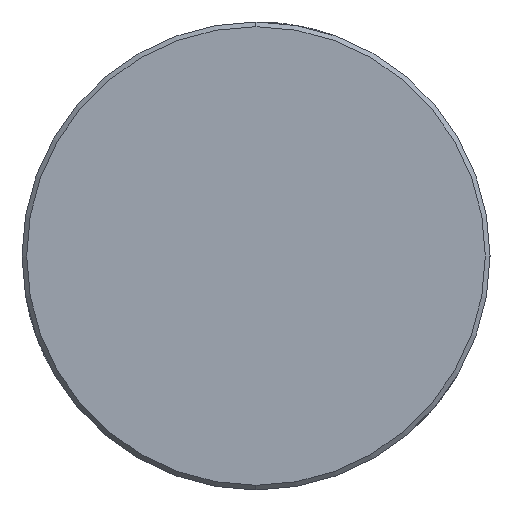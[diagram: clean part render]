
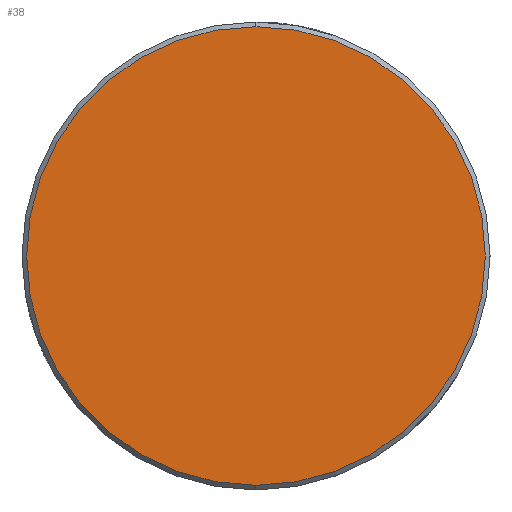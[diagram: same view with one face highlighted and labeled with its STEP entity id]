
A CAD part, left-side view. The second image highlights one B-rep face of the part: STEP entity #38.
In plain terms, the highlighted planar face has unit normal (-1, 0, 0).
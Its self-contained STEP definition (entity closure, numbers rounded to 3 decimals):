
#10 = ORIENTED_EDGE ( 'NONE', *, *, #71, .T. ) ;
#38 = ADVANCED_FACE ( 'NONE', ( #963 ), #235, .F. ) ;
#49 = AXIS2_PLACEMENT_3D ( 'NONE', #319, #393, #971 ) ;
#71 = EDGE_CURVE ( 'NONE', #774, #139, #717, .T. ) ;
#74 = AXIS2_PLACEMENT_3D ( 'NONE', #933, #610, #537 ) ;
#114 = ORIENTED_EDGE ( 'NONE', *, *, #543, .T. ) ;
#139 = VERTEX_POINT ( 'NONE', #790 ) ;
#159 = CARTESIAN_POINT ( 'NONE',  ( -178.3, -14.876, 14.876 ) ) ;
#235 = PLANE ( 'NONE',  #996 ) ;
#241 = EDGE_LOOP ( 'NONE', ( #114, #10 ) ) ;
#319 = CARTESIAN_POINT ( 'NONE',  ( -178.3, 0., 0. ) ) ;
#393 = DIRECTION ( 'NONE',  ( -1., 0., 0. ) ) ;
#537 = DIRECTION ( 'NONE',  ( 0., 0., -1. ) ) ;
#541 = CIRCLE ( 'NONE', #74, 14.7 ) ;
#543 = EDGE_CURVE ( 'NONE', #139, #774, #541, .T. ) ;
#552 = DIRECTION ( 'NONE',  ( 1., 0., 0. ) ) ;
#610 = DIRECTION ( 'NONE',  ( -1., 0., 0. ) ) ;
#647 = CARTESIAN_POINT ( 'NONE',  ( -178.3, 0., 14.7 ) ) ;
#717 = CIRCLE ( 'NONE', #49, 14.7 ) ;
#774 = VERTEX_POINT ( 'NONE', #647 ) ;
#790 = CARTESIAN_POINT ( 'NONE',  ( -178.3, 0., -14.7 ) ) ;
#887 = DIRECTION ( 'NONE',  ( 0., 0., -1. ) ) ;
#933 = CARTESIAN_POINT ( 'NONE',  ( -178.3, 0., 0. ) ) ;
#963 = FACE_OUTER_BOUND ( 'NONE', #241, .T. ) ;
#971 = DIRECTION ( 'NONE',  ( 0., 0., -1. ) ) ;
#996 = AXIS2_PLACEMENT_3D ( 'NONE', #159, #552, #887 ) ;
